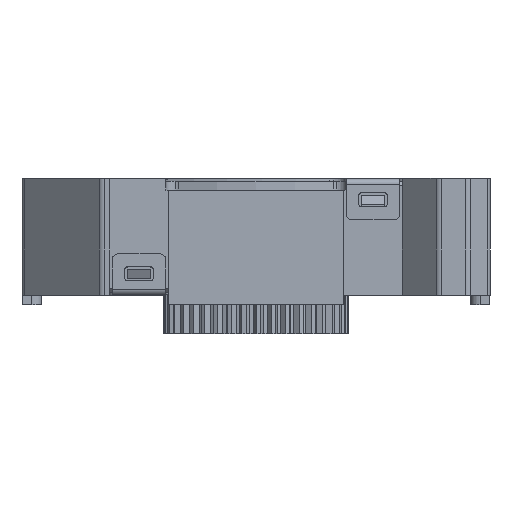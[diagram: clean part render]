
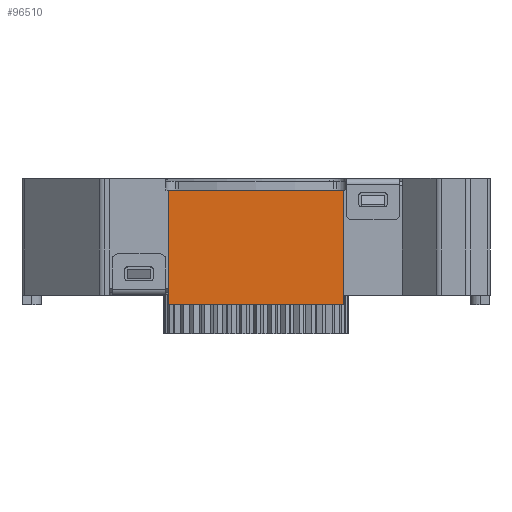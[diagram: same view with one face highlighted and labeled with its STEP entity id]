
A CAD part, left-side view. The second image highlights one B-rep face of the part: STEP entity #96510.
In plain terms, the highlighted planar face has unit normal (-1, 0, 0).
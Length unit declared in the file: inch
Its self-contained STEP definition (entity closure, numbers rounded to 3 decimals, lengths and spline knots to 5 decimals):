
#140 = VECTOR ( 'NONE', #34929, 39.37008 ) ;
#559 = EDGE_CURVE ( 'NONE', #29368, #87697, #79403, .T. ) ;
#4141 = CARTESIAN_POINT ( 'NONE',  ( -1., -0.385, 0.2 ) ) ;
#7767 = CARTESIAN_POINT ( 'NONE',  ( -1., 0., -0.29 ) ) ;
#8944 = DIRECTION ( 'NONE',  ( 0., 0., -1. ) ) ;
#9152 = DIRECTION ( 'NONE',  ( 0., 0., -1. ) ) ;
#11051 = ORIENTED_EDGE ( 'NONE', *, *, #559, .F. ) ;
#15536 = AXIS2_PLACEMENT_3D ( 'NONE', #54578, #92473, #9152 ) ;
#15850 = LINE ( 'NONE', #7767, #37856 ) ;
#18144 = EDGE_CURVE ( 'NONE', #67708, #87697, #58124, .T. ) ;
#27128 = ORIENTED_EDGE ( 'NONE', *, *, #93880, .F. ) ;
#27844 = CARTESIAN_POINT ( 'NONE',  ( -1., -0.375, -0.25 ) ) ;
#28540 = VECTOR ( 'NONE', #8944, 39.37008 ) ;
#29368 = VERTEX_POINT ( 'NONE', #58019 ) ;
#31156 = EDGE_LOOP ( 'NONE', ( #11051, #58707, #27128, #63732 ) ) ;
#32959 = VERTEX_POINT ( 'NONE', #50190 ) ;
#34929 = DIRECTION ( 'NONE',  ( 0., -1., 0. ) ) ;
#36287 = CARTESIAN_POINT ( 'NONE',  ( -1., -0.375, 0.2 ) ) ;
#37856 = VECTOR ( 'NONE', #69338, 39.37008 ) ;
#48043 = EDGE_CURVE ( 'NONE', #29368, #32959, #70502, .T. ) ;
#50190 = CARTESIAN_POINT ( 'NONE',  ( -1., 0.375, -0.29 ) ) ;
#54578 = CARTESIAN_POINT ( 'NONE',  ( -1., -1., 0.25 ) ) ;
#58019 = CARTESIAN_POINT ( 'NONE',  ( -1., 0.375, 0.2 ) ) ;
#58124 = LINE ( 'NONE', #27844, #80985 ) ;
#58707 = ORIENTED_EDGE ( 'NONE', *, *, #48043, .T. ) ;
#63732 = ORIENTED_EDGE ( 'NONE', *, *, #18144, .T. ) ;
#67544 = CARTESIAN_POINT ( 'NONE',  ( -1., -0.375, -0.29 ) ) ;
#67708 = VERTEX_POINT ( 'NONE', #67544 ) ;
#68510 = CARTESIAN_POINT ( 'NONE',  ( -1., 0.375, 0.25 ) ) ;
#69338 = DIRECTION ( 'NONE',  ( 0., 1., 0. ) ) ;
#70502 = LINE ( 'NONE', #68510, #28540 ) ;
#74755 = DIRECTION ( 'NONE',  ( 0., 0., 1. ) ) ;
#79403 = LINE ( 'NONE', #4141, #140 ) ;
#80985 = VECTOR ( 'NONE', #74755, 39.37008 ) ;
#84399 = PLANE ( 'NONE',  #15536 ) ;
#87697 = VERTEX_POINT ( 'NONE', #36287 ) ;
#92473 = DIRECTION ( 'NONE',  ( 1., 0., 0. ) ) ;
#92957 = FACE_OUTER_BOUND ( 'NONE', #31156, .T. ) ;
#93880 = EDGE_CURVE ( 'NONE', #67708, #32959, #15850, .T. ) ;
#96510 = ADVANCED_FACE ( 'NONE', ( #92957 ), #84399, .F. ) ;
